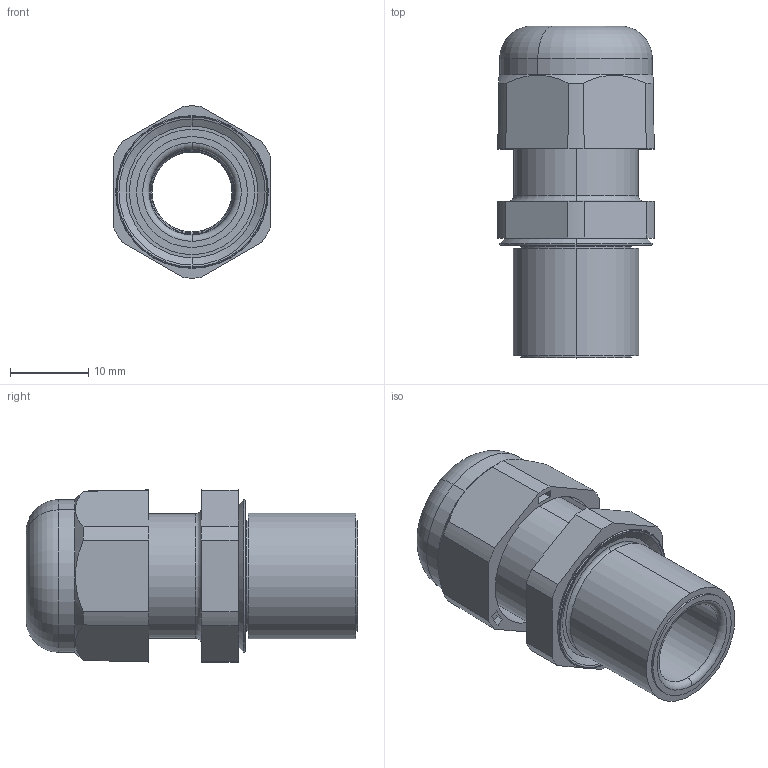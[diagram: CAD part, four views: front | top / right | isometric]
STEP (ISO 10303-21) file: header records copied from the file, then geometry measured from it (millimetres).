
FILE_DESCRIPTION (( 'STEP AP214' ), '1' );
FILE_NAME ('2022966.STEP', '2026-02-04T08:40:32', ( '' ), ( '' ), 'SwSTEP 2.0', 'SolidWorks 2024', '' );
FILE_SCHEMA (( 'AUTOMOTIVE_DESIGN' ));
Length unit declared in the file: millimetre
Products named in the file (3): 0005752_technische Darstellung; 0041232_technische Darstellung; 2022966
Assembly tree (2 placements, depth 2):
  2022966
    0041232_technische Darstellung
    0005752_technische Darstellung
Bounding box: 20 x 42.4 x 21.99 mm (x, y, z)
Volume: 5821.6 mm3; surface area: 6073.6 mm2
Topology: 2 solids, 2 shells, 113 faces, 261 edges, 162 vertices
Faces by surface type: cylinder 37, plane 32, torus 26, cone 18
Entity records: 3397 total; most frequent: CARTESIAN_POINT 645, DIRECTION 627, ORIENTED_EDGE 522, AXIS2_PLACEMENT_3D 268, EDGE_CURVE 261, VERTEX_POINT 162, CIRCLE 150, EDGE_LOOP 127
